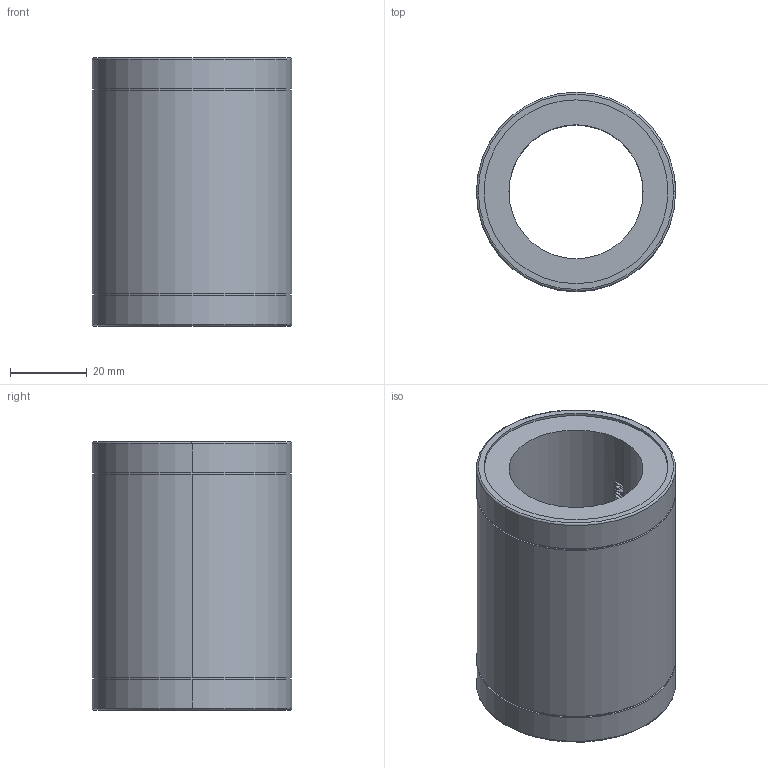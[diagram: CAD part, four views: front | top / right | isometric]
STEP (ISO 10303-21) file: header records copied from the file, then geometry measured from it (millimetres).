
FILE_DESCRIPTION (( 'STEP AP214' ), '1' );
FILE_NAME ('LM35.STEP', '2025-12-02T17:16:30', ( '' ), ( '' ), 'SwSTEP 2.0', 'SolidWorks 2024', '' );
FILE_SCHEMA (( 'AUTOMOTIVE_DESIGN' ));
Length unit declared in the file: millimetre
Products named in the file (1): LM35
Bounding box: 52 x 52 x 70 mm (x, y, z)
Volume: 79286.4 mm3; surface area: 23741.6 mm2
Topology: 5 solids, 5 shells, 302 faces, 890 edges, 568 vertices
Faces by surface type: plane 149, bspline 105, cylinder 44, torus 4
Entity records: 14987 total; most frequent: CARTESIAN_POINT 7574, ORIENTED_EDGE 1780, DIRECTION 1200, EDGE_CURVE 890, VERTEX_POINT 568, LINE 424, VECTOR 424, AXIS2_PLACEMENT_3D 388
